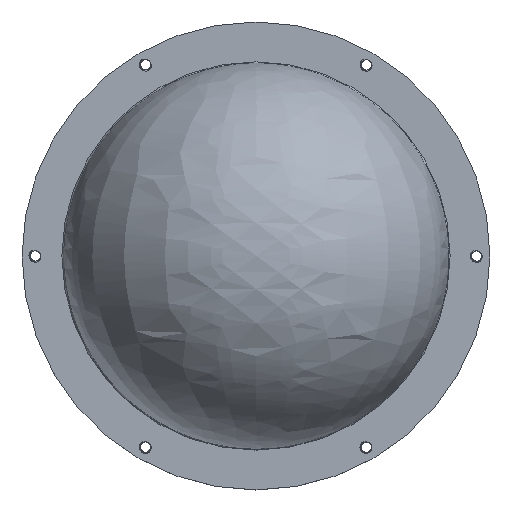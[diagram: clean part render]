
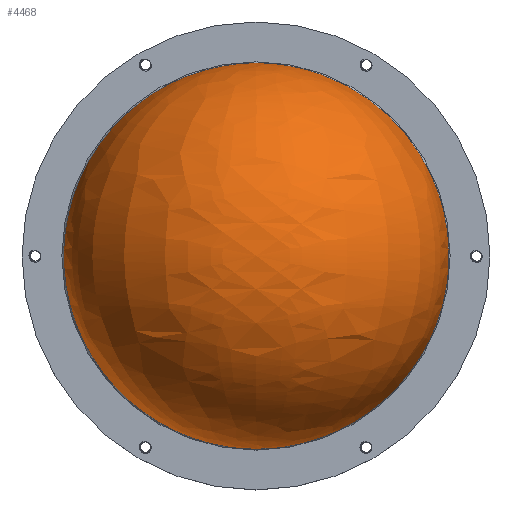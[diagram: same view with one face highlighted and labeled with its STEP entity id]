
A CAD part, top view. The second image highlights one B-rep face of the part: STEP entity #4468.
In plain terms, the highlighted free-form (B-spline) face has degree [2, 2] with [5, 5] control points.
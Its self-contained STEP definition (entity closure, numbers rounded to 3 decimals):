
#704=(
BOUNDED_SURFACE()
B_SPLINE_SURFACE(2,2,((#5765,#5766,#5767,#5768,#5769),(#5770,#5771,#5772,
#5773,#5774),(#5775,#5776,#5777,#5778,#5779),(#5780,#5781,#5782,#5783,#5784),
(#5785,#5786,#5787,#5788,#5789)),.UNSPECIFIED.,.F.,.F.,.F.)
B_SPLINE_SURFACE_WITH_KNOTS((3,2,3),(3,2,3),(-1.508,0.001,
1.51),(-1.51,0.,1.51),.UNSPECIFIED.)
GEOMETRIC_REPRESENTATION_ITEM()
RATIONAL_B_SPLINE_SURFACE(((1.,0.728,1.,0.728,1.),
(0.729,0.531,0.729,0.531,
0.729),(1.,0.728,1.,0.728,1.),(0.729,
0.531,0.729,0.531,0.729),
(1.,0.728,1.,0.728,1.)))
REPRESENTATION_ITEM('')
SURFACE()
);
#707=FACE_OUTER_BOUND('',#907,.T.);
#907=EDGE_LOOP('',(#2951));
#1159=B_SPLINE_CURVE_WITH_KNOTS('',3,(#5721,#5722,#5723,#5724,#5725,#5726,
#5727,#5728,#5729,#5730,#5731,#5732,#5733,#5734,#5735,#5736,#5737,#5738,
#5739,#5740,#5741,#5742),.UNSPECIFIED.,.T.,.F.,(4,1,1,1,1,1,1,1,1,1,1,1,
1,1,1,1,1,1,1,4),(0.,1.995,3.99,5.321,
6.651,7.981,9.311,10.641,11.971,
13.301,14.632,15.962,17.292,18.622,
19.952,21.282,22.612,23.942,25.938,
27.933),.UNSPECIFIED.);
#1693=VERTEX_POINT('',#5719);
#2195=EDGE_CURVE('',#1693,#1693,#1159,.T.);
#2951=ORIENTED_EDGE('',*,*,#2195,.F.);
#4468=ADVANCED_FACE('',(#707),#704,.F.);
#5719=CARTESIAN_POINT('',(0.092,47.156,4.887));
#5721=CARTESIAN_POINT('Ctrl Pts',(0.092,47.156,4.887));
#5722=CARTESIAN_POINT('Ctrl Pts',(7.133,47.156,4.887));
#5723=CARTESIAN_POINT('Ctrl Pts',(21.223,43.909,4.89));
#5724=CARTESIAN_POINT('Ctrl Pts',(36.268,31.88,4.888));
#5725=CARTESIAN_POINT('Ctrl Pts',(44.566,17.466,4.889));
#5726=CARTESIAN_POINT('Ctrl Pts',(47.736,3.574,4.889));
#5727=CARTESIAN_POINT('Ctrl Pts',(46.671,-10.64,4.889));
#5728=CARTESIAN_POINT('Ctrl Pts',(41.471,-23.907,4.889));
#5729=CARTESIAN_POINT('Ctrl Pts',(32.594,-35.06,4.889));
#5730=CARTESIAN_POINT('Ctrl Pts',(20.828,-43.097,4.889));
#5731=CARTESIAN_POINT('Ctrl Pts',(7.215,-47.329,4.888));
#5732=CARTESIAN_POINT('Ctrl Pts',(-7.032,-47.328,4.888));
#5733=CARTESIAN_POINT('Ctrl Pts',(-20.645,-43.097,4.889));
#5734=CARTESIAN_POINT('Ctrl Pts',(-32.411,-35.06,4.888));
#5735=CARTESIAN_POINT('Ctrl Pts',(-41.288,-23.907,4.889));
#5736=CARTESIAN_POINT('Ctrl Pts',(-46.488,-10.641,4.889));
#5737=CARTESIAN_POINT('Ctrl Pts',(-47.554,3.575,4.889));
#5738=CARTESIAN_POINT('Ctrl Pts',(-44.383,17.466,4.889));
#5739=CARTESIAN_POINT('Ctrl Pts',(-36.085,31.88,4.888));
#5740=CARTESIAN_POINT('Ctrl Pts',(-21.04,43.909,4.89));
#5741=CARTESIAN_POINT('Ctrl Pts',(-6.95,47.156,4.887));
#5742=CARTESIAN_POINT('Ctrl Pts',(0.092,47.156,4.887));
#5765=CARTESIAN_POINT('Ctrl Pts',(2.973,47.156,2.176));
#5766=CARTESIAN_POINT('Ctrl Pts',(2.808,47.156,4.887));
#5767=CARTESIAN_POINT('Ctrl Pts',(0.092,47.156,4.887));
#5768=CARTESIAN_POINT('Ctrl Pts',(-2.625,47.156,4.887));
#5769=CARTESIAN_POINT('Ctrl Pts',(-2.79,47.156,2.176));
#5770=CARTESIAN_POINT('Ctrl Pts',(47.202,44.357,4.87));
#5771=CARTESIAN_POINT('Ctrl Pts',(44.502,44.357,49.197));
#5772=CARTESIAN_POINT('Ctrl Pts',(0.093,44.357,49.198));
#5773=CARTESIAN_POINT('Ctrl Pts',(-44.316,44.357,49.2));
#5774=CARTESIAN_POINT('Ctrl Pts',(-47.019,44.357,4.873));
#5775=CARTESIAN_POINT('Ctrl Pts',(47.163,-0.042,
4.867));
#5776=CARTESIAN_POINT('Ctrl Pts',(44.465,-0.042,
49.157));
#5777=CARTESIAN_POINT('Ctrl Pts',(0.093,-0.042,
49.158));
#5778=CARTESIAN_POINT('Ctrl Pts',(-44.279,-0.042,
49.16));
#5779=CARTESIAN_POINT('Ctrl Pts',(-46.979,-0.042,
4.87));
#5780=CARTESIAN_POINT('Ctrl Pts',(47.123,-44.442,4.865));
#5781=CARTESIAN_POINT('Ctrl Pts',(44.428,-44.442,49.117));
#5782=CARTESIAN_POINT('Ctrl Pts',(0.093,-44.442,
49.119));
#5783=CARTESIAN_POINT('Ctrl Pts',(-44.241,-44.442,49.12));
#5784=CARTESIAN_POINT('Ctrl Pts',(-46.94,-44.442,4.868));
#5785=CARTESIAN_POINT('Ctrl Pts',(2.889,-47.161,2.17));
#5786=CARTESIAN_POINT('Ctrl Pts',(2.728,-47.161,4.802));
#5787=CARTESIAN_POINT('Ctrl Pts',(0.092,-47.161,
4.802));
#5788=CARTESIAN_POINT('Ctrl Pts',(-2.545,-47.161,4.802));
#5789=CARTESIAN_POINT('Ctrl Pts',(-2.706,-47.161,2.171));
